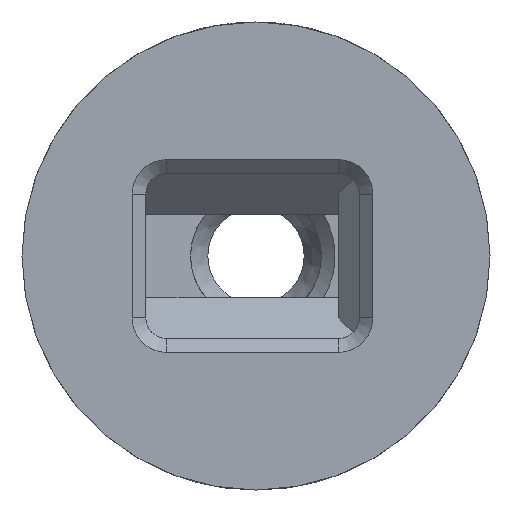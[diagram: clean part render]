
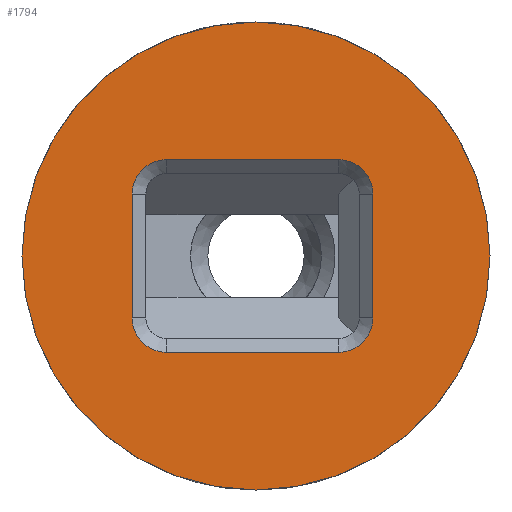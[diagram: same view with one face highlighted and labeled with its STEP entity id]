
A CAD part, left-side view. The second image highlights one B-rep face of the part: STEP entity #1794.
In plain terms, the highlighted planar face has unit normal (-1, 0, 0).
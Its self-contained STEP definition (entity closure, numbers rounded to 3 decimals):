
#58=PLANE('',#1981);
#92=FACE_BOUND('',#625,.T.);
#218=LINE('',#3139,#357);
#223=LINE('',#3153,#362);
#227=LINE('',#3165,#366);
#231=LINE('',#3177,#370);
#357=VECTOR('',#2357,10.);
#362=VECTOR('',#2370,10.);
#366=VECTOR('',#2382,10.);
#370=VECTOR('',#2394,10.);
#506=FACE_OUTER_BOUND('',#624,.T.);
#624=EDGE_LOOP('',(#1529));
#625=EDGE_LOOP('',(#1530,#1531,#1532,#1533,#1534,#1535,#1536,#1537));
#746=CIRCLE('',#1959,2.5);
#748=CIRCLE('',#1963,2.5);
#750=CIRCLE('',#1967,2.5);
#752=CIRCLE('',#1971,2.5);
#754=CIRCLE('',#1982,17.);
#890=VERTEX_POINT('',#3136);
#891=VERTEX_POINT('',#3138);
#894=VERTEX_POINT('',#3145);
#896=VERTEX_POINT('',#3151);
#898=VERTEX_POINT('',#3157);
#900=VERTEX_POINT('',#3163);
#902=VERTEX_POINT('',#3169);
#904=VERTEX_POINT('',#3175);
#912=VERTEX_POINT('',#3205);
#1110=EDGE_CURVE('',#890,#891,#218,.T.);
#1114=EDGE_CURVE('',#894,#890,#746,.T.);
#1117=EDGE_CURVE('',#896,#894,#223,.T.);
#1120=EDGE_CURVE('',#898,#896,#748,.T.);
#1123=EDGE_CURVE('',#900,#898,#227,.T.);
#1126=EDGE_CURVE('',#902,#900,#750,.T.);
#1129=EDGE_CURVE('',#904,#902,#231,.T.);
#1131=EDGE_CURVE('',#891,#904,#752,.T.);
#1144=EDGE_CURVE('',#912,#912,#754,.T.);
#1529=ORIENTED_EDGE('',*,*,#1144,.F.);
#1530=ORIENTED_EDGE('',*,*,#1110,.F.);
#1531=ORIENTED_EDGE('',*,*,#1114,.F.);
#1532=ORIENTED_EDGE('',*,*,#1117,.F.);
#1533=ORIENTED_EDGE('',*,*,#1120,.F.);
#1534=ORIENTED_EDGE('',*,*,#1123,.F.);
#1535=ORIENTED_EDGE('',*,*,#1126,.F.);
#1536=ORIENTED_EDGE('',*,*,#1129,.F.);
#1537=ORIENTED_EDGE('',*,*,#1131,.F.);
#1794=ADVANCED_FACE('',(#506,#92),#58,.T.);
#1959=AXIS2_PLACEMENT_3D('',#3147,#2363,#2364);
#1963=AXIS2_PLACEMENT_3D('',#3159,#2375,#2376);
#1967=AXIS2_PLACEMENT_3D('',#3171,#2387,#2388);
#1971=AXIS2_PLACEMENT_3D('',#3180,#2398,#2399);
#1981=AXIS2_PLACEMENT_3D('',#3204,#2425,#2426);
#1982=AXIS2_PLACEMENT_3D('',#3206,#2427,#2428);
#2357=DIRECTION('',(0.,1.,0.));
#2363=DIRECTION('center_axis',(-1.,0.,0.));
#2364=DIRECTION('ref_axis',(0.,0.,1.));
#2370=DIRECTION('',(0.,0.,1.));
#2375=DIRECTION('center_axis',(-1.,0.,0.));
#2376=DIRECTION('ref_axis',(0.,-1.,0.));
#2382=DIRECTION('',(0.,-1.,0.));
#2387=DIRECTION('center_axis',(-1.,0.,0.));
#2388=DIRECTION('ref_axis',(0.,0.,-1.));
#2394=DIRECTION('',(0.,0.,-1.));
#2398=DIRECTION('center_axis',(-1.,0.,0.));
#2399=DIRECTION('ref_axis',(0.,1.,0.));
#2425=DIRECTION('center_axis',(-1.,0.,0.));
#2426=DIRECTION('ref_axis',(0.,0.,1.));
#2427=DIRECTION('center_axis',(1.,0.,0.));
#2428=DIRECTION('ref_axis',(0.,0.,-1.));
#3136=CARTESIAN_POINT('',(0.,-6.,7.));
#3138=CARTESIAN_POINT('',(0.,6.5,7.));
#3139=CARTESIAN_POINT('',(0.,-3.,7.));
#3145=CARTESIAN_POINT('',(0.,-8.5,4.5));
#3147=CARTESIAN_POINT('Origin',(0.,-6.,4.5));
#3151=CARTESIAN_POINT('',(0.,-8.5,-4.5));
#3153=CARTESIAN_POINT('',(0.,-8.5,-10.75));
#3157=CARTESIAN_POINT('',(0.,-6.,-7.));
#3159=CARTESIAN_POINT('Origin',(0.,-6.,-4.5));
#3163=CARTESIAN_POINT('',(0.,6.5,-7.));
#3165=CARTESIAN_POINT('',(0.,3.25,-7.));
#3169=CARTESIAN_POINT('',(0.,9.,-4.5));
#3171=CARTESIAN_POINT('Origin',(0.,6.5,-4.5));
#3175=CARTESIAN_POINT('',(0.,9.,4.5));
#3177=CARTESIAN_POINT('',(0.,9.,-6.25));
#3180=CARTESIAN_POINT('Origin',(0.,6.5,4.5));
#3204=CARTESIAN_POINT('Origin',(0.,0.,-17.));
#3205=CARTESIAN_POINT('',(0.,0.,-17.));
#3206=CARTESIAN_POINT('Origin',(0.,0.,0.));
